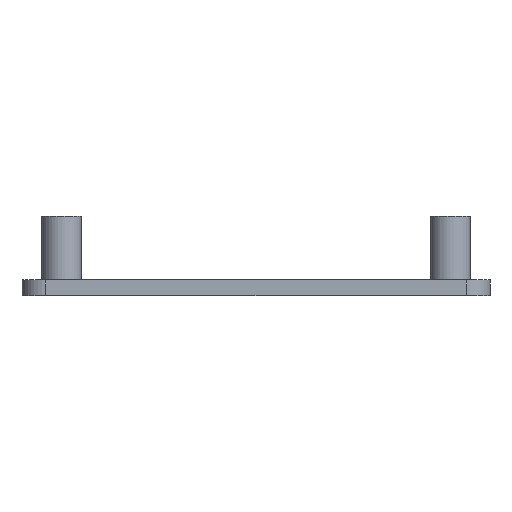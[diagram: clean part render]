
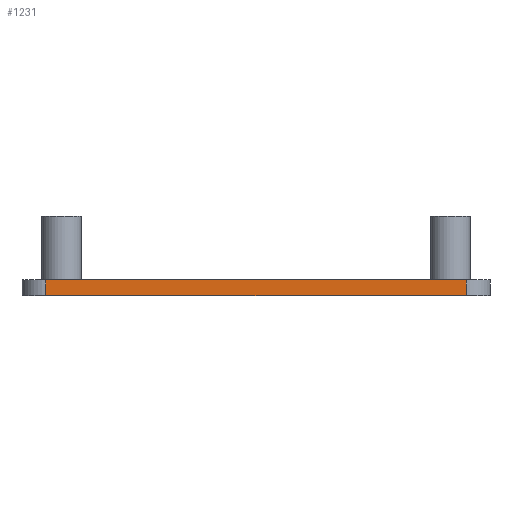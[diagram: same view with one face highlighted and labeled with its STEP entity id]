
A CAD part, front view. The second image highlights one B-rep face of the part: STEP entity #1231.
In plain terms, the highlighted planar face has unit normal (0, -1, 0).
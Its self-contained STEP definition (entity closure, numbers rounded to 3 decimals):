
#111 = DIRECTION ( 'NONE',  ( 0., 1., 0. ) ) ;
#191 = EDGE_CURVE ( 'NONE', #718, #1022, #1196, .T. ) ;
#205 = CARTESIAN_POINT ( 'NONE',  ( -26.5, -68., 0. ) ) ;
#207 = DIRECTION ( 'NONE',  ( 0., 0., 1. ) ) ;
#247 = VECTOR ( 'NONE', #426, 1000. ) ;
#271 = ORIENTED_EDGE ( 'NONE', *, *, #191, .F. ) ;
#288 = VERTEX_POINT ( 'NONE', #205 ) ;
#296 = CARTESIAN_POINT ( 'NONE',  ( 26.5, -68., 2. ) ) ;
#318 = CARTESIAN_POINT ( 'NONE',  ( -26.5, -68., 2. ) ) ;
#390 = VECTOR ( 'NONE', #1083, 1000. ) ;
#426 = DIRECTION ( 'NONE',  ( 0., 0., -1. ) ) ;
#435 = DIRECTION ( 'NONE',  ( 0., 0., 1. ) ) ;
#495 = VECTOR ( 'NONE', #798, 1000. ) ;
#502 = CARTESIAN_POINT ( 'NONE',  ( 0., -68., 2. ) ) ;
#544 = ORIENTED_EDGE ( 'NONE', *, *, #1223, .T. ) ;
#568 = ORIENTED_EDGE ( 'NONE', *, *, #1142, .T. ) ;
#592 = CARTESIAN_POINT ( 'NONE',  ( 0., -68., 2. ) ) ;
#622 = CARTESIAN_POINT ( 'NONE',  ( 0., -68., 0. ) ) ;
#634 = CARTESIAN_POINT ( 'NONE',  ( -26.5, -68., 2. ) ) ;
#687 = AXIS2_PLACEMENT_3D ( 'NONE', #502, #111, #207 ) ;
#698 = EDGE_CURVE ( 'NONE', #870, #1022, #791, .T. ) ;
#710 = ORIENTED_EDGE ( 'NONE', *, *, #698, .T. ) ;
#718 = VERTEX_POINT ( 'NONE', #318 ) ;
#743 = CARTESIAN_POINT ( 'NONE',  ( 26.5, -68., 0. ) ) ;
#791 = LINE ( 'NONE', #296, #1255 ) ;
#798 = DIRECTION ( 'NONE',  ( 1., 0., 0. ) ) ;
#813 = FACE_OUTER_BOUND ( 'NONE', #1250, .T. ) ;
#870 = VERTEX_POINT ( 'NONE', #743 ) ;
#892 = LINE ( 'NONE', #622, #495 ) ;
#1022 = VERTEX_POINT ( 'NONE', #1257 ) ;
#1083 = DIRECTION ( 'NONE',  ( 1., 0., 0. ) ) ;
#1095 = LINE ( 'NONE', #634, #247 ) ;
#1142 = EDGE_CURVE ( 'NONE', #288, #870, #892, .T. ) ;
#1196 = LINE ( 'NONE', #592, #390 ) ;
#1210 = PLANE ( 'NONE',  #687 ) ;
#1223 = EDGE_CURVE ( 'NONE', #718, #288, #1095, .T. ) ;
#1231 = ADVANCED_FACE ( 'NONE', ( #813 ), #1210, .F. ) ;
#1250 = EDGE_LOOP ( 'NONE', ( #568, #710, #271, #544 ) ) ;
#1255 = VECTOR ( 'NONE', #435, 1000. ) ;
#1257 = CARTESIAN_POINT ( 'NONE',  ( 26.5, -68., 2. ) ) ;
